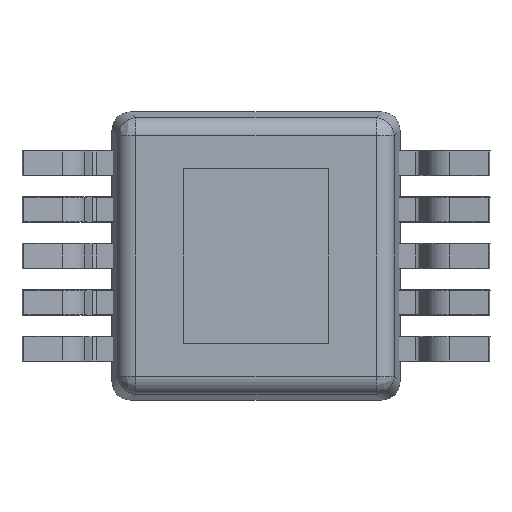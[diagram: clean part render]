
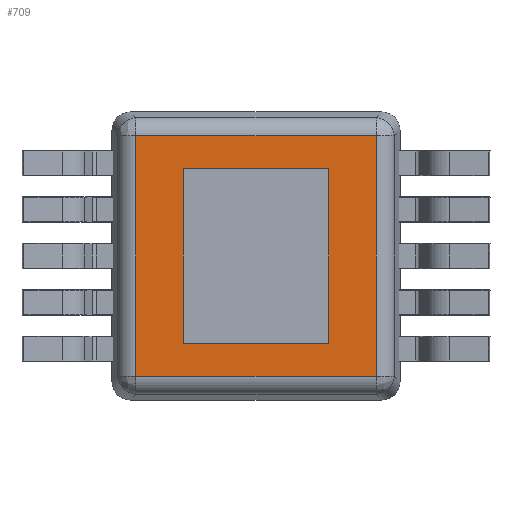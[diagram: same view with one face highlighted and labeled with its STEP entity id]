
A CAD part, front view. The second image highlights one B-rep face of the part: STEP entity #709.
In plain terms, the highlighted planar face has unit normal (0, -1, 0).
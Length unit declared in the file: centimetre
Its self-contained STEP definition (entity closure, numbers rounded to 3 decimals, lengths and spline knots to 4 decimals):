
#63 = DIRECTION ( 'NONE',  ( 0., 0., -1. ) ) ;
#499 = VERTEX_POINT ( 'NONE', #4053 ) ;
#561 = AXIS2_PLACEMENT_3D ( 'NONE', #4155, #2681, #2327 ) ;
#704 = CARTESIAN_POINT ( 'NONE',  ( -0.1293, 0.005, -0.1293 ) ) ;
#709 = ADVANCED_FACE ( 'NONE', ( #1409 ), #2318, .F. ) ;
#780 = CARTESIAN_POINT ( 'NONE',  ( 0.1293, 0.005, 0. ) ) ;
#817 = VECTOR ( 'NONE', #2306, 100. ) ;
#1048 = LINE ( 'NONE', #3773, #817 ) ;
#1185 = CARTESIAN_POINT ( 'NONE',  ( -0.1293, 0.005, 0. ) ) ;
#1203 = DIRECTION ( 'NONE',  ( 0., 0., 1. ) ) ;
#1267 = ORIENTED_EDGE ( 'NONE', *, *, #3185, .F. ) ;
#1370 = EDGE_CURVE ( 'NONE', #4029, #1433, #3346, .T. ) ;
#1409 = FACE_OUTER_BOUND ( 'NONE', #1847, .T. ) ;
#1422 = LINE ( 'NONE', #780, #2215 ) ;
#1433 = VERTEX_POINT ( 'NONE', #1579 ) ;
#1515 = CARTESIAN_POINT ( 'NONE',  ( 0.1293, 0.005, -0.1293 ) ) ;
#1579 = CARTESIAN_POINT ( 'NONE',  ( -0.1293, 0.005, 0.1293 ) ) ;
#1847 = EDGE_LOOP ( 'NONE', ( #3308, #4711, #4614, #1267 ) ) ;
#2215 = VECTOR ( 'NONE', #63, 100. ) ;
#2306 = DIRECTION ( 'NONE',  ( -1., 0., 0. ) ) ;
#2318 = PLANE ( 'NONE',  #561 ) ;
#2327 = DIRECTION ( 'NONE',  ( 0., 0., 1. ) ) ;
#2378 = CARTESIAN_POINT ( 'NONE',  ( 0., 0.005, 0.1293 ) ) ;
#2681 = DIRECTION ( 'NONE',  ( 0., 1., 0. ) ) ;
#2874 = VECTOR ( 'NONE', #1203, 100. ) ;
#2905 = EDGE_CURVE ( 'NONE', #499, #4312, #1422, .T. ) ;
#3037 = LINE ( 'NONE', #2378, #4414 ) ;
#3185 = EDGE_CURVE ( 'NONE', #1433, #499, #3037, .T. ) ;
#3308 = ORIENTED_EDGE ( 'NONE', *, *, #1370, .F. ) ;
#3346 = LINE ( 'NONE', #1185, #2874 ) ;
#3513 = DIRECTION ( 'NONE',  ( 1., 0., 0. ) ) ;
#3773 = CARTESIAN_POINT ( 'NONE',  ( 0., 0.005, -0.1293 ) ) ;
#4029 = VERTEX_POINT ( 'NONE', #704 ) ;
#4053 = CARTESIAN_POINT ( 'NONE',  ( 0.1293, 0.005, 0.1293 ) ) ;
#4155 = CARTESIAN_POINT ( 'NONE',  ( 0., 0.005, 0. ) ) ;
#4298 = EDGE_CURVE ( 'NONE', #4312, #4029, #1048, .T. ) ;
#4312 = VERTEX_POINT ( 'NONE', #1515 ) ;
#4414 = VECTOR ( 'NONE', #3513, 100. ) ;
#4614 = ORIENTED_EDGE ( 'NONE', *, *, #2905, .F. ) ;
#4711 = ORIENTED_EDGE ( 'NONE', *, *, #4298, .F. ) ;
